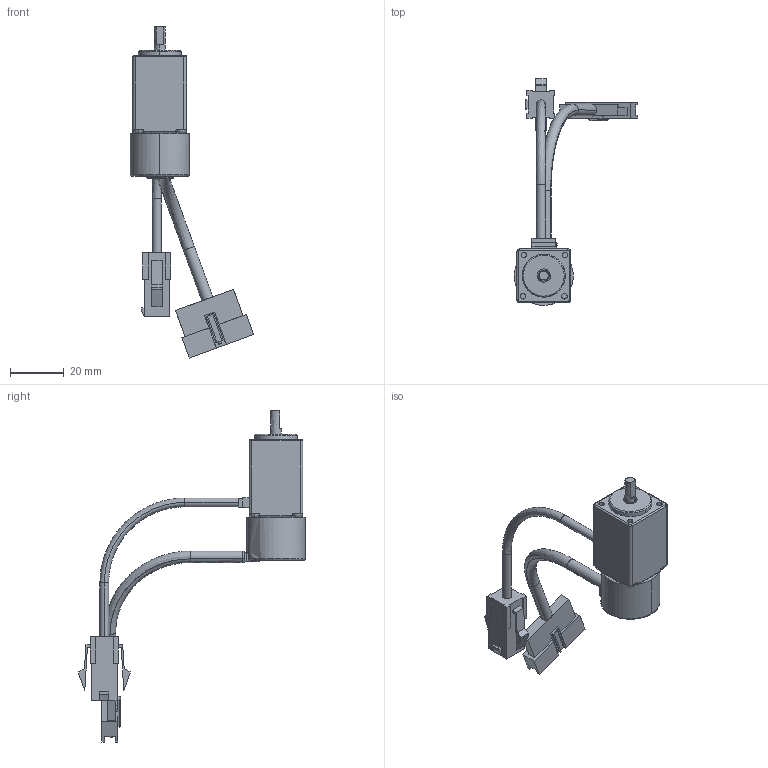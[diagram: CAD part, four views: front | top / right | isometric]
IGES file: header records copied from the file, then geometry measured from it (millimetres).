
Global section: file name: EzM-20L-assembly_100628.igs; preprocessor: I-DEAS 3D IGES Translator 12; date: 20110209.125326; units: millimetre
Bounding box: 45.99 x 84.61 x 123.77 mm (x, y, z)
Volume: 20756.6 mm3; surface area: 12725.1 mm2
Topology: 3 solids, 3 shells, 426 faces, 1593 edges, 1458 vertices
Faces by surface type: bspline 426
